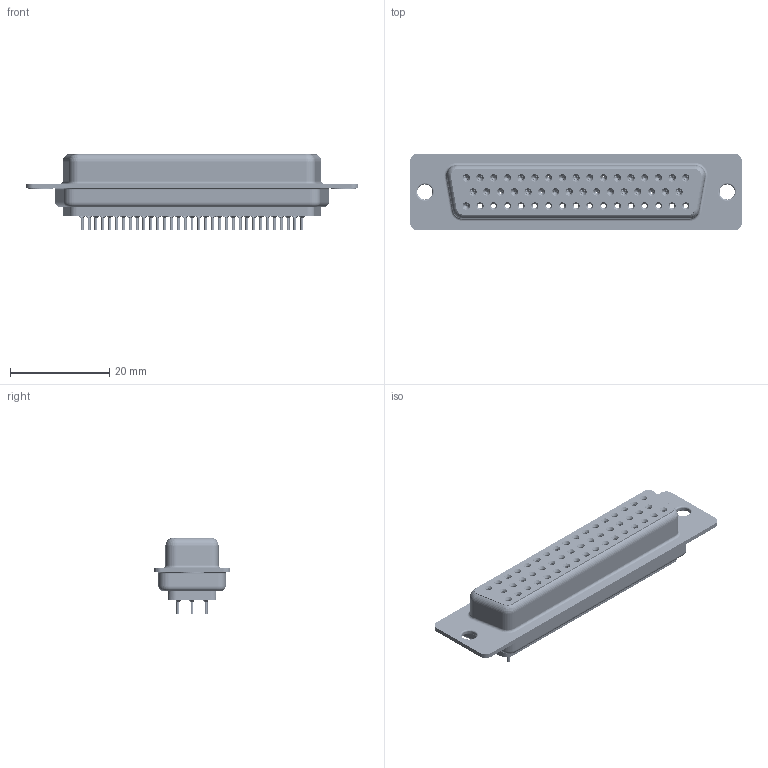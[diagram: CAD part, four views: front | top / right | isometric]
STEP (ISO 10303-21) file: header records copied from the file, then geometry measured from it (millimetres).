
FILE_DESCRIPTION (( 'STEP AP203' ), '1' );
FILE_NAME ('628-050-228-541.STEP', '2018-10-20T08:59:32', ( '' ), ( '' ), 'SwSTEP 2.0', 'SolidWorks 2016', '' );
FILE_SCHEMA (( 'CONFIG_CONTROL_DESIGN' ));
Length unit declared in the file: millimetre
Products named in the file (8): 628 Shell Rear_50 Contacts; 628 Contact Row 1_28L; 628 Contact Row 2_28L; 628 Contact Row 3_28L; 628 Thru Hole Rivet; 628-050-228-541; 628 Housing_50 LP; 628 Shell Front_50 Contacts
Assembly tree (39 placements, depth 2):
  628-050-228-541
    628 Housing_50 LP
    628 Shell Front_50 Contacts
    628 Shell Rear_50 Contacts
    628 Contact Row 1_28L  x17
    628 Contact Row 2_28L  x16
    628 Contact Row 3_28L
    628 Thru Hole Rivet  x2
Bounding box: 67 x 15.4 x 15.3 mm (x, y, z)
Volume: 6502.3 mm3; surface area: 13450.9 mm2
Topology: 39 solids, 39 shells, 4779 faces, 12067 edges, 7493 vertices
Faces by surface type: cylinder 1371, plane 1169, torus 949, bspline 680, cone 610
Entity records: 39941 total; most frequent: CARTESIAN_POINT 9630, DIRECTION 6397, ORIENTED_EDGE 5672, EDGE_CURVE 2836, AXIS2_PLACEMENT_3D 2702, VERTEX_POINT 1790, CIRCLE 1501, EDGE_LOOP 1492
